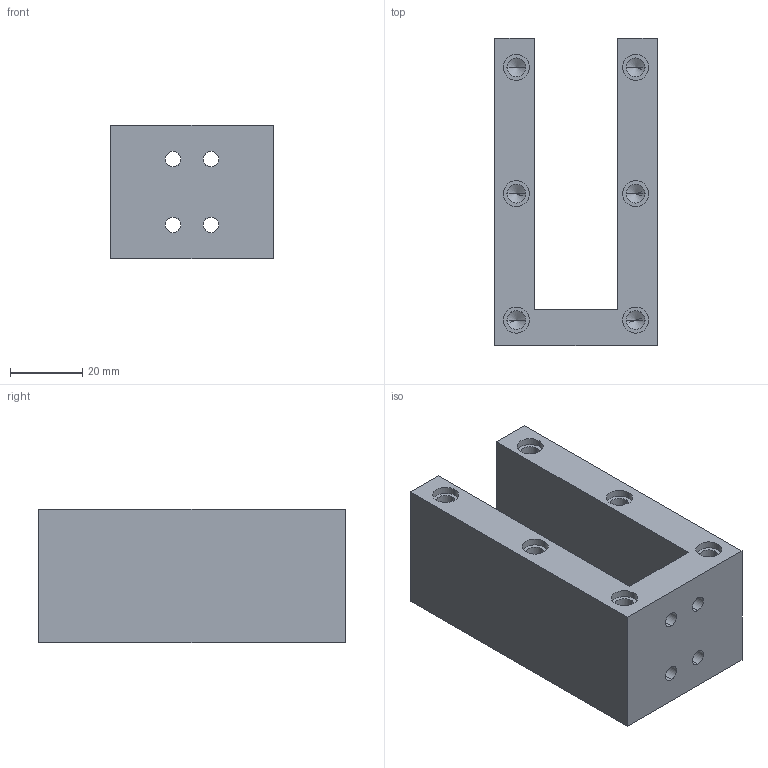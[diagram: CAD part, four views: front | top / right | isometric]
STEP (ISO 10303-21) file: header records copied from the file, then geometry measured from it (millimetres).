
FILE_DESCRIPTION (( 'STEP AP214' ), '1' );
FILE_NAME ('GRA-USI-004-A-Interface perche 2.STEP', '2022-08-18T17:14:44', ( '' ), ( '' ), 'SwSTEP 2.0', 'SolidWorks 2021', '' );
FILE_SCHEMA (( 'AUTOMOTIVE_DESIGN' ));
Length unit declared in the file: millimetre
Products named in the file (1): GRA-USI-004-A-Interface perche 2
Bounding box: 45 x 85 x 37 mm (x, y, z)
Volume: 73215.7 mm3; surface area: 22293 mm2
Topology: 1 solids, 1 shells, 110 faces, 256 edges, 148 vertices
Faces by surface type: cylinder 56, cone 32, plane 22
Entity records: 3026 total; most frequent: DIRECTION 574, CARTESIAN_POINT 491, ORIENTED_EDGE 464, EDGE_CURVE 232, AXIS2_PLACEMENT_3D 231, VERTEX_POINT 148, EDGE_LOOP 142, CIRCLE 120
